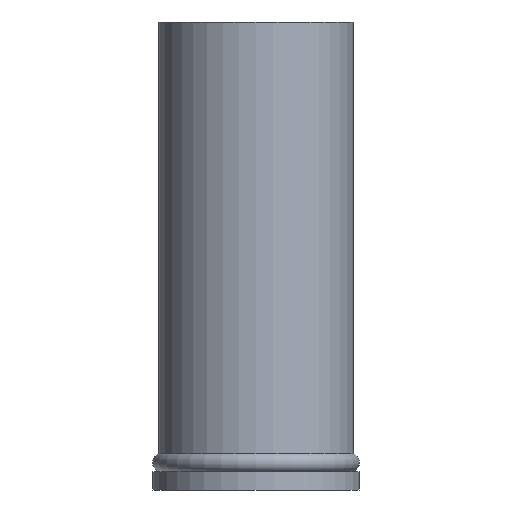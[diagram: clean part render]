
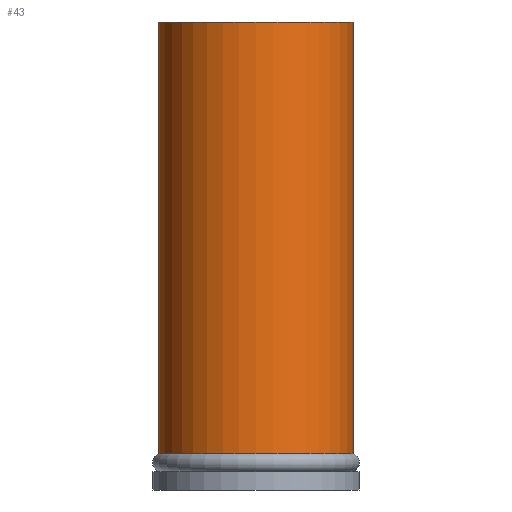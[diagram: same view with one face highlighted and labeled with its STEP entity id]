
A CAD part, front view. The second image highlights one B-rep face of the part: STEP entity #43.
In plain terms, the highlighted cylindrical face has radius 8 mm (diameter 16 mm), a full revolution.
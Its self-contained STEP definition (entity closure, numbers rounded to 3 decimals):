
#43=ADVANCED_FACE('240[2]',(#99,#100),#101,.T.);
#56=EDGE_CURVE('240[2]',#119,#119,#120,.T.);
#75=EDGE_CURVE('240[2]',#149,#149,#150,.T.);
#99=FACE_BOUND('',#166,.T.);
#100=FACE_BOUND('',#167,.T.);
#101=CYLINDRICAL_SURFACE('',#168,8.0);
#119=VERTEX_POINT('',#190);
#120=CIRCLE('',#191,8.0);
#149=VERTEX_POINT('',#228);
#150=CIRCLE('',#229,8.0);
#166=EDGE_LOOP('',(#238));
#167=EDGE_LOOP('',(#239));
#168=AXIS2_PLACEMENT_3D('',#240,#241,#242);
#190=CARTESIAN_POINT('',(0.,8.0,1.5));
#191=AXIS2_PLACEMENT_3D('',#259,#260,#261);
#228=CARTESIAN_POINT('',(0.,8.0,37.0));
#229=AXIS2_PLACEMENT_3D('',#292,#293,#294);
#238=ORIENTED_EDGE('',*,*,#56,.F.);
#239=ORIENTED_EDGE('',*,*,#75,.T.);
#240=CARTESIAN_POINT('',(0.,0.,19.25));
#241=DIRECTION('',(0.,0.,-1.0));
#242=DIRECTION('',(0.,1.0,0.));
#259=CARTESIAN_POINT('',(0.,0.,1.5));
#260=DIRECTION('',(0.,0.,-1.0));
#261=DIRECTION('',(0.,1.0,0.));
#292=CARTESIAN_POINT('',(0.,0.,37.0));
#293=DIRECTION('',(0.,0.,-1.0));
#294=DIRECTION('',(0.,1.0,0.));
